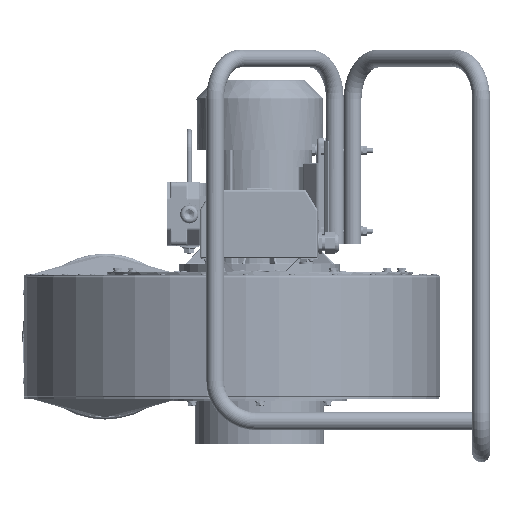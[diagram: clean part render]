
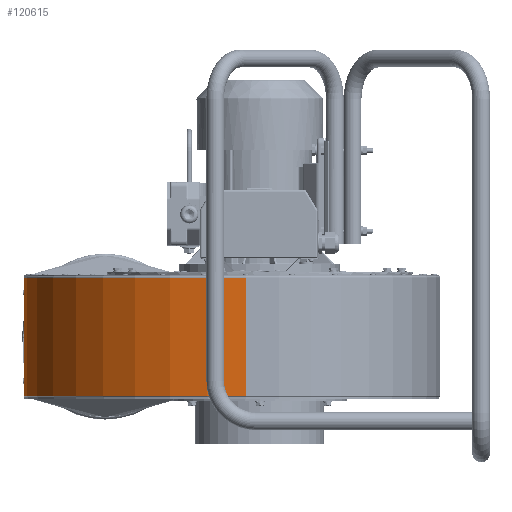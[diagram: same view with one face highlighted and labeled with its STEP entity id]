
A CAD part, left-side view. The second image highlights one B-rep face of the part: STEP entity #120615.
In plain terms, the highlighted cylindrical face has radius 276.05 mm (diameter 552.1 mm), a partial arc.
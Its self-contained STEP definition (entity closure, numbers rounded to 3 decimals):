
#12039=FACE_OUTER_BOUND('',#19215,.T.);
#19215=EDGE_LOOP('',(#83098,#83099,#83100,#83101));
#27239=LINE('',#178853,#35845);
#27240=LINE('',#178856,#35846);
#35845=VECTOR('',#145246,10.);
#35846=VECTOR('',#145249,10.);
#44476=CIRCLE('',#129340,276.05);
#44477=CIRCLE('',#129341,276.05);
#50115=VERTEX_POINT('',#178849);
#50116=VERTEX_POINT('',#178850);
#50117=VERTEX_POINT('',#178852);
#50118=VERTEX_POINT('',#178854);
#62543=EDGE_CURVE('',#50115,#50116,#44476,.T.);
#62544=EDGE_CURVE('',#50115,#50117,#27239,.T.);
#62545=EDGE_CURVE('',#50118,#50117,#44477,.T.);
#62546=EDGE_CURVE('',#50116,#50118,#27240,.T.);
#83098=ORIENTED_EDGE('',*,*,#62543,.F.);
#83099=ORIENTED_EDGE('',*,*,#62544,.T.);
#83100=ORIENTED_EDGE('',*,*,#62545,.F.);
#83101=ORIENTED_EDGE('',*,*,#62546,.F.);
#111059=CYLINDRICAL_SURFACE('',#129339,276.05);
#120615=ADVANCED_FACE('',(#12039),#111059,.T.);
#129339=AXIS2_PLACEMENT_3D('',#178848,#145242,#145243);
#129340=AXIS2_PLACEMENT_3D('',#178851,#145244,#145245);
#129341=AXIS2_PLACEMENT_3D('',#178855,#145247,#145248);
#145242=DIRECTION('center_axis',(0.,0.,1.));
#145243=DIRECTION('ref_axis',(0.,1.,0.));
#145244=DIRECTION('center_axis',(0.,0.,-1.));
#145245=DIRECTION('ref_axis',(-0.707,0.707,0.));
#145246=DIRECTION('',(0.,0.,1.));
#145247=DIRECTION('center_axis',(0.,0.,1.));
#145248=DIRECTION('ref_axis',(-0.707,0.707,0.));
#145249=DIRECTION('',(0.,0.,1.));
#178848=CARTESIAN_POINT('Origin',(21.7,17.,-75.));
#178849=CARTESIAN_POINT('',(-254.35,17.,-148.125));
#178850=CARTESIAN_POINT('',(21.7,293.05,-148.125));
#178851=CARTESIAN_POINT('Origin',(21.7,17.,-148.125));
#178852=CARTESIAN_POINT('',(-254.35,17.,-1.875));
#178853=CARTESIAN_POINT('',(-254.35,17.,0.));
#178854=CARTESIAN_POINT('',(21.7,293.05,-1.875));
#178855=CARTESIAN_POINT('Origin',(21.7,17.,-1.875));
#178856=CARTESIAN_POINT('',(21.7,293.05,0.));
